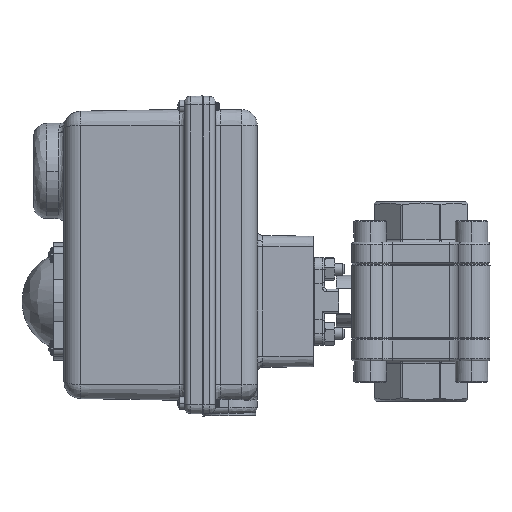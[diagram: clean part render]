
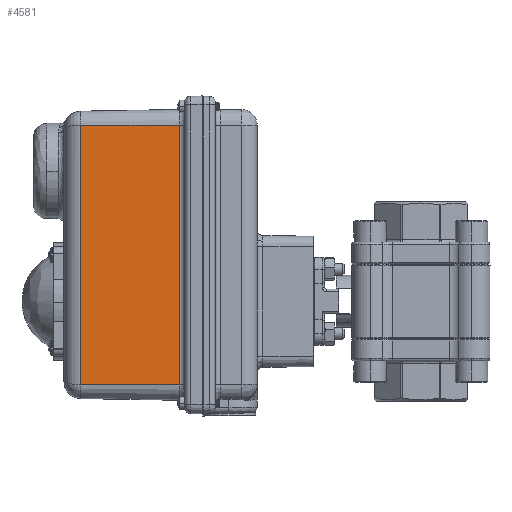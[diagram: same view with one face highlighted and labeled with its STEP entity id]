
A CAD part, left-side view. The second image highlights one B-rep face of the part: STEP entity #4581.
In plain terms, the highlighted planar face has unit normal (-1, 0.018, 0).
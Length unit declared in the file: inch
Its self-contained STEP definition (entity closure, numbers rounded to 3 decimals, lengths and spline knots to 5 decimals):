
#1010 = VERTEX_POINT ( 'NONE', #9307 ) ;
#1966 = ORIENTED_EDGE ( 'NONE', *, *, #10632, .F. ) ;
#3097 = VECTOR ( 'NONE', #45468, 39.37008 ) ;
#4581 = ADVANCED_FACE ( 'NONE', ( #6063 ), #39828, .T. ) ;
#4702 = VERTEX_POINT ( 'NONE', #16623 ) ;
#5276 = VECTOR ( 'NONE', #37191, 39.37008 ) ;
#5681 = DIRECTION ( 'NONE',  ( -1., 0.017, 0. ) ) ;
#5769 = VECTOR ( 'NONE', #16269, 39.37008 ) ;
#6063 = FACE_OUTER_BOUND ( 'NONE', #10652, .T. ) ;
#9307 = CARTESIAN_POINT ( 'NONE',  ( -2.81203, 5.33814, -1.76812 ) ) ;
#9803 = DIRECTION ( 'NONE',  ( 0.017, 1., 0. ) ) ;
#10632 = EDGE_CURVE ( 'NONE', #4702, #23834, #41452, .T. ) ;
#10652 = EDGE_LOOP ( 'NONE', ( #1966, #14372, #37990, #36365 ) ) ;
#12658 = CARTESIAN_POINT ( 'NONE',  ( -2.81203, 5.33814, 0.03438 ) ) ;
#14372 = ORIENTED_EDGE ( 'NONE', *, *, #23494, .T. ) ;
#14911 = LINE ( 'NONE', #29914, #5276 ) ;
#16269 = DIRECTION ( 'NONE',  ( 0., 0., 1. ) ) ;
#16623 = CARTESIAN_POINT ( 'NONE',  ( -2.77487, 7.46686, 3.85688 ) ) ;
#17606 = LINE ( 'NONE', #12658, #5769 ) ;
#19573 = DIRECTION ( 'NONE',  ( -0.017, -1., 0. ) ) ;
#23494 = EDGE_CURVE ( 'NONE', #4702, #38868, #14911, .T. ) ;
#23834 = VERTEX_POINT ( 'NONE', #31589 ) ;
#28176 = CARTESIAN_POINT ( 'NONE',  ( -2.77487, 7.46686, -1.76812 ) ) ;
#29914 = CARTESIAN_POINT ( 'NONE',  ( -2.77487, 7.46686, 3.85688 ) ) ;
#31374 = EDGE_CURVE ( 'NONE', #38868, #1010, #36464, .T. ) ;
#31589 = CARTESIAN_POINT ( 'NONE',  ( -2.81203, 5.33814, 3.85688 ) ) ;
#31764 = AXIS2_PLACEMENT_3D ( 'NONE', #38237, #5681, #9803 ) ;
#36365 = ORIENTED_EDGE ( 'NONE', *, *, #43290, .T. ) ;
#36464 = LINE ( 'NONE', #41146, #37604 ) ;
#37191 = DIRECTION ( 'NONE',  ( 0., 0., -1. ) ) ;
#37604 = VECTOR ( 'NONE', #19573, 39.37008 ) ;
#37990 = ORIENTED_EDGE ( 'NONE', *, *, #31374, .T. ) ;
#38237 = CARTESIAN_POINT ( 'NONE',  ( -2.81417, 5.21532, 0.03438 ) ) ;
#38868 = VERTEX_POINT ( 'NONE', #28176 ) ;
#39828 = PLANE ( 'NONE',  #31764 ) ;
#41146 = CARTESIAN_POINT ( 'NONE',  ( -2.77487, 7.46686, -1.76812 ) ) ;
#41452 = LINE ( 'NONE', #45311, #3097 ) ;
#43290 = EDGE_CURVE ( 'NONE', #1010, #23834, #17606, .T. ) ;
#45311 = CARTESIAN_POINT ( 'NONE',  ( -2.81417, 5.21532, 3.85688 ) ) ;
#45468 = DIRECTION ( 'NONE',  ( -0.017, -1., 0. ) ) ;
